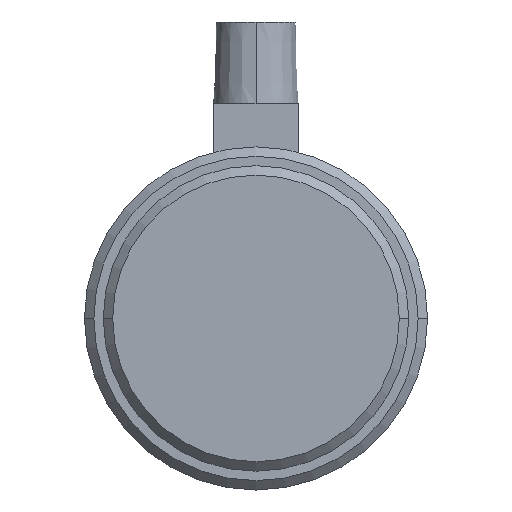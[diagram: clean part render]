
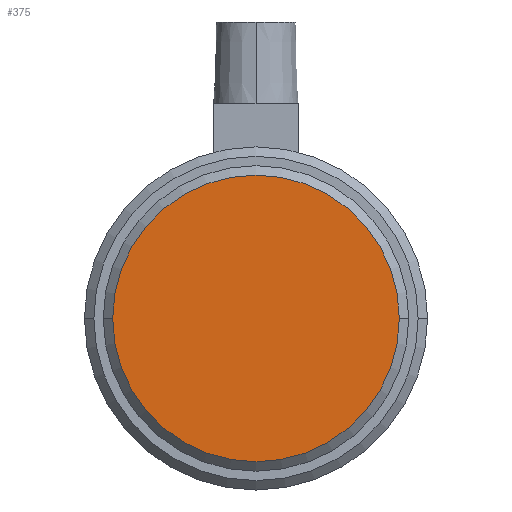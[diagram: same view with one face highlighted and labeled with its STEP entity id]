
A CAD part, left-side view. The second image highlights one B-rep face of the part: STEP entity #375.
In plain terms, the highlighted planar face has unit normal (-1, 0, 0).
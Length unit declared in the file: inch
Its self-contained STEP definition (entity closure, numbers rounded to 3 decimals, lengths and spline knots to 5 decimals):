
#56=CARTESIAN_POINT('',(-0.61,0.,0.));
#57=DIRECTION('',(-1.,0.,0.));
#58=DIRECTION('',(0.,-1.,0.));
#59=AXIS2_PLACEMENT_3D('',#56,#57,#58);
#61=CARTESIAN_POINT('',(-0.61,0.,0.));
#62=DIRECTION('',(-1.,0.,0.));
#63=DIRECTION('',(0.,1.,0.));
#64=AXIS2_PLACEMENT_3D('',#61,#62,#63);
#219=CARTESIAN_POINT('',(-0.61,0.9525,0.));
#221=VERTEX_POINT('',#219);
#228=CARTESIAN_POINT('',(-0.61,-0.9525,0.));
#229=VERTEX_POINT('',#228);
#366=CARTESIAN_POINT('',(-0.61,0.47625,0.));
#367=DIRECTION('',(-1.,0.,0.));
#368=DIRECTION('',(0.,0.,1.));
#369=AXIS2_PLACEMENT_3D('',#366,#367,#368);
#370=PLANE('',#369);
#371=ORIENTED_EDGE('',*,*,#348,.F.);
#372=ORIENTED_EDGE('',*,*,#359,.F.);
#373=EDGE_LOOP('',(#371,#372));
#374=FACE_OUTER_BOUND('',#373,.F.);
#375=ADVANCED_FACE('',(#374),#370,.T.);
#60=CIRCLE('',#59,0.9525);
#65=CIRCLE('',#64,0.9525);
#348=EDGE_CURVE('',#229,#221,#60,.T.);
#359=EDGE_CURVE('',#221,#229,#65,.T.);
